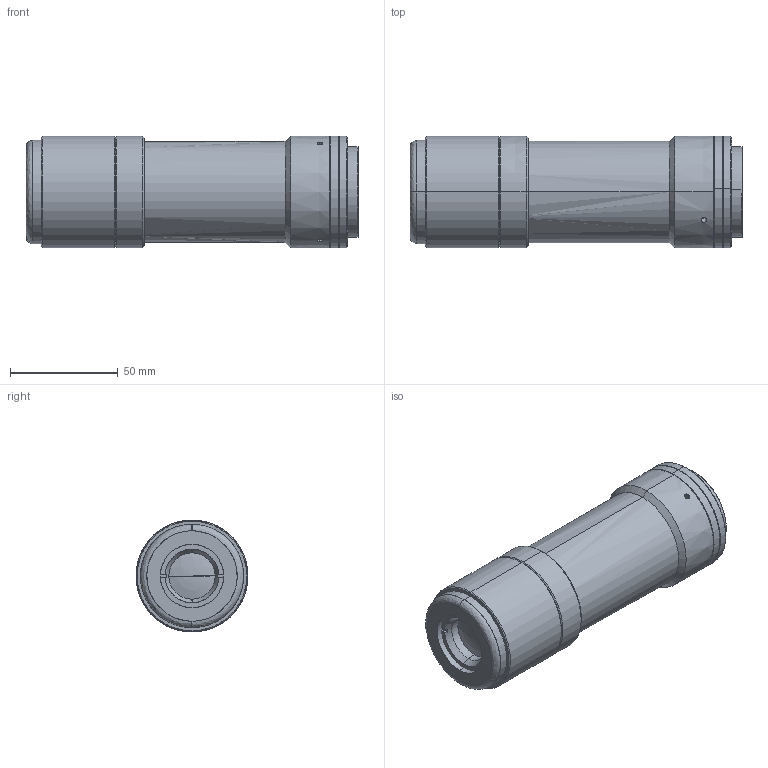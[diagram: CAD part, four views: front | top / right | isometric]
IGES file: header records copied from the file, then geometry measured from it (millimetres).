
Start section: SolidWorks IGES file using analytic representation for surfaces
Global section: file name: DP23006_MC4K075XN.igs; native system: SolidWorks 2020; preprocessor: SolidWorks 2020; author: andreava; date: 200911.123633; units: millimetre
Bounding box: 154.31 x 52 x 52 mm (x, y, z)
Surface area: 39575 mm2 (no closed solid volume)
Topology: 0 solids, 0 shells, 78 faces, 1993 edges, 1992 vertices
Faces by surface type: revolution 55, bspline 23
